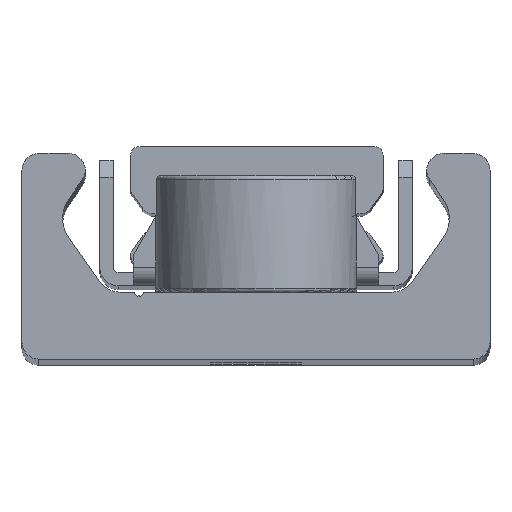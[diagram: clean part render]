
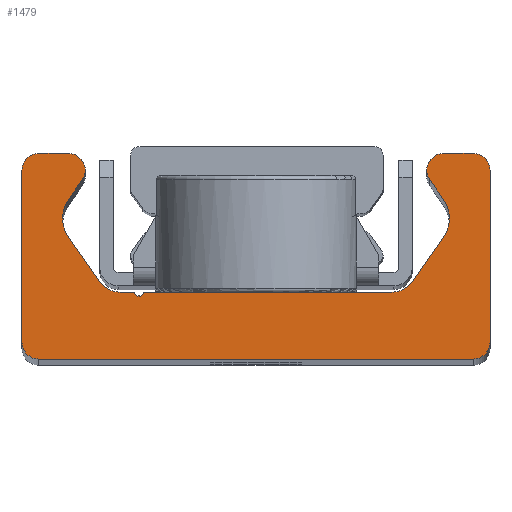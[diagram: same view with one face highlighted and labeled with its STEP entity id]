
A CAD part, top view. The second image highlights one B-rep face of the part: STEP entity #1479.
In plain terms, the highlighted planar face has unit normal (0, 0, 1).
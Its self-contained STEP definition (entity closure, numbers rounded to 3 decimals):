
#621=CARTESIAN_POINT('',(-13.0,0.0,210.0));
#622=VERTEX_POINT('',#621);
#623=CARTESIAN_POINT('',(-14.,1.0,210.0));
#624=VERTEX_POINT('',#623);
#625=CARTESIAN_POINT('',(-13.0,1.0,210.0));
#626=DIRECTION('',(0.0,0.0,-1.0));
#627=DIRECTION('',(-1.0,0.0,0.0));
#628=AXIS2_PLACEMENT_3D('',#625,#626,#627);
#629=CIRCLE('',#628,1.0);
#630=EDGE_CURVE('',#622,#624,#629,.T.);
#663=CARTESIAN_POINT('',(-14.,11.3,210.0));
#664=VERTEX_POINT('',#663);
#665=CARTESIAN_POINT('',(-14.,1.0,210.0));
#666=DIRECTION('',(0.0,1.0,0.0));
#667=VECTOR('',#666,10.3);
#668=LINE('',#665,#667);
#669=EDGE_CURVE('',#624,#664,#668,.T.);
#694=CARTESIAN_POINT('',(-13.0,12.3,210.0));
#695=VERTEX_POINT('',#694);
#696=CARTESIAN_POINT('',(-13.0,11.3,210.0));
#697=DIRECTION('',(0.0,0.0,-1.0));
#698=DIRECTION('',(0.0,1.0,0.0));
#699=AXIS2_PLACEMENT_3D('',#696,#697,#698);
#700=CIRCLE('',#699,1.0);
#701=EDGE_CURVE('',#664,#695,#700,.T.);
#727=CARTESIAN_POINT('',(-11.214,12.3,210.0));
#728=VERTEX_POINT('',#727);
#729=CARTESIAN_POINT('',(-13.0,12.3,210.0));
#730=DIRECTION('',(1.0,0.0,0.0));
#731=VECTOR('',#730,1.786);
#732=LINE('',#729,#731);
#733=EDGE_CURVE('',#695,#728,#732,.T.);
#758=CARTESIAN_POINT('',(-10.395,10.726,210.0));
#759=VERTEX_POINT('',#758);
#760=CARTESIAN_POINT('',(-11.214,11.3,210.0));
#761=DIRECTION('',(0.0,0.0,-1.0));
#762=DIRECTION('',(0.819,-0.574,0.0));
#763=AXIS2_PLACEMENT_3D('',#760,#761,#762);
#764=CIRCLE('',#763,1.0);
#765=EDGE_CURVE('',#728,#759,#764,.T.);
#791=CARTESIAN_POINT('',(-11.206,9.567,210.0));
#792=VERTEX_POINT('',#791);
#793=CARTESIAN_POINT('',(-10.395,10.726,210.0));
#794=DIRECTION('',(-0.574,-0.819,0.0));
#795=VECTOR('',#794,1.415);
#796=LINE('',#793,#795);
#797=EDGE_CURVE('',#759,#792,#796,.T.);
#822=CARTESIAN_POINT('',(-11.206,7.273,210.0));
#823=VERTEX_POINT('',#822);
#824=CARTESIAN_POINT('',(-9.568,8.42,210.0));
#825=DIRECTION('',(0.0,0.0,1.0));
#826=DIRECTION('',(0.819,-0.574,0.0));
#827=AXIS2_PLACEMENT_3D('',#824,#825,#826);
#828=CIRCLE('',#827,2.0);
#829=EDGE_CURVE('',#792,#823,#828,.T.);
#855=CARTESIAN_POINT('',(-9.363,4.64,210.0));
#856=VERTEX_POINT('',#855);
#857=CARTESIAN_POINT('',(-11.206,7.273,210.0));
#858=DIRECTION('',(0.574,-0.819,0.0));
#859=VECTOR('',#858,3.215);
#860=LINE('',#857,#859);
#861=EDGE_CURVE('',#823,#856,#860,.T.);
#886=CARTESIAN_POINT('',(-8.134,4.0,210.0));
#887=VERTEX_POINT('',#886);
#888=CARTESIAN_POINT('',(-8.134,5.5,210.0));
#889=DIRECTION('',(0.0,0.0,1.0));
#890=DIRECTION('',(0.819,0.574,0.0));
#891=AXIS2_PLACEMENT_3D('',#888,#889,#890);
#892=CIRCLE('',#891,1.5);
#893=EDGE_CURVE('',#856,#887,#892,.T.);
#919=CARTESIAN_POINT('',(-7.335,4.,210.0));
#920=VERTEX_POINT('',#919);
#921=CARTESIAN_POINT('',(-8.134,4.0,210.0));
#922=DIRECTION('',(1.0,0.0,0.0));
#923=VECTOR('',#922,0.798);
#924=LINE('',#921,#923);
#925=EDGE_CURVE('',#887,#920,#924,.T.);
#950=CARTESIAN_POINT('',(-7.24,3.929,210.0));
#951=VERTEX_POINT('',#950);
#952=CARTESIAN_POINT('',(-7.335,3.9,210.0));
#953=DIRECTION('',(0.0,0.0,-1.));
#954=DIRECTION('',(0.958,0.286,0.0));
#955=AXIS2_PLACEMENT_3D('',#952,#953,#954);
#956=CIRCLE('',#955,0.1);
#957=EDGE_CURVE('',#920,#951,#956,.T.);
#983=CARTESIAN_POINT('',(-6.76,3.929,210.0));
#984=VERTEX_POINT('',#983);
#985=CARTESIAN_POINT('',(-7.,4.0,210.0));
#986=DIRECTION('',(0.0,0.0,1.));
#987=DIRECTION('',(0.958,0.286,0.0));
#988=AXIS2_PLACEMENT_3D('',#985,#986,#987);
#989=CIRCLE('',#988,0.25);
#990=EDGE_CURVE('',#951,#984,#989,.T.);
#1016=CARTESIAN_POINT('',(-6.665,4.,210.0));
#1017=VERTEX_POINT('',#1016);
#1018=CARTESIAN_POINT('',(-6.665,3.9,210.0));
#1019=DIRECTION('',(0.0,0.0,-1.0));
#1020=DIRECTION('',(0.0,1.0,0.0));
#1021=AXIS2_PLACEMENT_3D('',#1018,#1019,#1020);
#1022=CIRCLE('',#1021,0.1);
#1023=EDGE_CURVE('',#984,#1017,#1022,.T.);
#1049=CARTESIAN_POINT('',(8.134,4.,210.0));
#1050=VERTEX_POINT('',#1049);
#1051=CARTESIAN_POINT('',(-6.665,4.,210.0));
#1052=DIRECTION('',(1.0,0.0,0.0));
#1053=VECTOR('',#1052,14.798);
#1054=LINE('',#1051,#1053);
#1055=EDGE_CURVE('',#1017,#1050,#1054,.T.);
#1095=CARTESIAN_POINT('',(9.363,4.64,210.0));
#1096=VERTEX_POINT('',#1095);
#1097=CARTESIAN_POINT('',(8.134,5.5,210.0));
#1098=DIRECTION('',(0.0,0.0,1.0));
#1099=DIRECTION('',(0.0,1.0,0.0));
#1100=AXIS2_PLACEMENT_3D('',#1097,#1098,#1099);
#1101=CIRCLE('',#1100,1.5);
#1102=EDGE_CURVE('',#1050,#1096,#1101,.T.);
#1128=CARTESIAN_POINT('',(11.206,7.273,210.0));
#1129=VERTEX_POINT('',#1128);
#1130=CARTESIAN_POINT('',(9.363,4.64,210.0));
#1131=DIRECTION('',(0.574,0.819,0.0));
#1132=VECTOR('',#1131,3.215);
#1133=LINE('',#1130,#1132);
#1134=EDGE_CURVE('',#1096,#1129,#1133,.T.);
#1159=CARTESIAN_POINT('',(11.206,9.567,210.0));
#1160=VERTEX_POINT('',#1159);
#1161=CARTESIAN_POINT('',(9.568,8.42,210.0));
#1162=DIRECTION('',(0.0,0.0,1.));
#1163=DIRECTION('',(-0.819,0.574,0.0));
#1164=AXIS2_PLACEMENT_3D('',#1161,#1162,#1163);
#1165=CIRCLE('',#1164,2.0);
#1166=EDGE_CURVE('',#1129,#1160,#1165,.T.);
#1192=CARTESIAN_POINT('',(10.395,10.726,210.0));
#1193=VERTEX_POINT('',#1192);
#1194=CARTESIAN_POINT('',(11.206,9.567,210.0));
#1195=DIRECTION('',(-0.574,0.819,0.0));
#1196=VECTOR('',#1195,1.415);
#1197=LINE('',#1194,#1196);
#1198=EDGE_CURVE('',#1160,#1193,#1197,.T.);
#1223=CARTESIAN_POINT('',(11.214,12.3,210.0));
#1224=VERTEX_POINT('',#1223);
#1225=CARTESIAN_POINT('',(11.214,11.3,210.0));
#1226=DIRECTION('',(0.0,0.0,-1.0));
#1227=DIRECTION('',(0.0,1.0,0.0));
#1228=AXIS2_PLACEMENT_3D('',#1225,#1226,#1227);
#1229=CIRCLE('',#1228,1.0);
#1230=EDGE_CURVE('',#1193,#1224,#1229,.T.);
#1256=CARTESIAN_POINT('',(13.0,12.3,210.0));
#1257=VERTEX_POINT('',#1256);
#1258=CARTESIAN_POINT('',(11.214,12.3,210.0));
#1259=DIRECTION('',(1.0,0.0,0.0));
#1260=VECTOR('',#1259,1.786);
#1261=LINE('',#1258,#1260);
#1262=EDGE_CURVE('',#1224,#1257,#1261,.T.);
#1287=CARTESIAN_POINT('',(14.,11.3,210.0));
#1288=VERTEX_POINT('',#1287);
#1289=CARTESIAN_POINT('',(13.0,11.3,210.0));
#1290=DIRECTION('',(0.0,0.0,-1.0));
#1291=DIRECTION('',(1.0,0.0,0.0));
#1292=AXIS2_PLACEMENT_3D('',#1289,#1290,#1291);
#1293=CIRCLE('',#1292,1.0);
#1294=EDGE_CURVE('',#1257,#1288,#1293,.T.);
#1320=CARTESIAN_POINT('',(14.,1.0,210.0));
#1321=VERTEX_POINT('',#1320);
#1322=CARTESIAN_POINT('',(14.,11.3,210.0));
#1323=DIRECTION('',(0.0,-1.0,0.0));
#1324=VECTOR('',#1323,10.3);
#1325=LINE('',#1322,#1324);
#1326=EDGE_CURVE('',#1288,#1321,#1325,.T.);
#1351=CARTESIAN_POINT('',(13.0,0.0,210.0));
#1352=VERTEX_POINT('',#1351);
#1353=CARTESIAN_POINT('',(13.0,1.0,210.0));
#1354=DIRECTION('',(0.0,0.0,-1.0));
#1355=DIRECTION('',(0.0,-1.0,0.0));
#1356=AXIS2_PLACEMENT_3D('',#1353,#1354,#1355);
#1357=CIRCLE('',#1356,1.0);
#1358=EDGE_CURVE('',#1321,#1352,#1357,.T.);
#1384=CARTESIAN_POINT('',(13.0,0.0,210.0));
#1385=DIRECTION('',(-1.0,0.0,0.0));
#1386=VECTOR('',#1385,26.0);
#1387=LINE('',#1384,#1386);
#1388=EDGE_CURVE('',#1352,#622,#1387,.T.);
#1448=CARTESIAN_POINT('',(-0.017,4.731,210.0));
#1449=DIRECTION('',(0.0,0.0,1.0));
#1450=DIRECTION('',(1.0,0.0,0.0));
#1451=AXIS2_PLACEMENT_3D('',#1448,#1449,#1450);
#1452=PLANE('',#1451);
#1453=ORIENTED_EDGE('',*,*,#630,.F.);
#1454=ORIENTED_EDGE('',*,*,#1388,.F.);
#1455=ORIENTED_EDGE('',*,*,#1358,.F.);
#1456=ORIENTED_EDGE('',*,*,#1326,.F.);
#1457=ORIENTED_EDGE('',*,*,#1294,.F.);
#1458=ORIENTED_EDGE('',*,*,#1262,.F.);
#1459=ORIENTED_EDGE('',*,*,#1230,.F.);
#1460=ORIENTED_EDGE('',*,*,#1198,.F.);
#1461=ORIENTED_EDGE('',*,*,#1166,.F.);
#1462=ORIENTED_EDGE('',*,*,#1134,.F.);
#1463=ORIENTED_EDGE('',*,*,#1102,.F.);
#1464=ORIENTED_EDGE('',*,*,#1055,.F.);
#1465=ORIENTED_EDGE('',*,*,#1023,.F.);
#1466=ORIENTED_EDGE('',*,*,#990,.F.);
#1467=ORIENTED_EDGE('',*,*,#957,.F.);
#1468=ORIENTED_EDGE('',*,*,#925,.F.);
#1469=ORIENTED_EDGE('',*,*,#893,.F.);
#1470=ORIENTED_EDGE('',*,*,#861,.F.);
#1471=ORIENTED_EDGE('',*,*,#829,.F.);
#1472=ORIENTED_EDGE('',*,*,#797,.F.);
#1473=ORIENTED_EDGE('',*,*,#765,.F.);
#1474=ORIENTED_EDGE('',*,*,#733,.F.);
#1475=ORIENTED_EDGE('',*,*,#701,.F.);
#1476=ORIENTED_EDGE('',*,*,#669,.F.);
#1477=EDGE_LOOP('',(#1453,#1454,#1455,#1456,#1457,#1458,#1459,#1460,#1461,#1462,#1463,#1464,#1465,#1466,#1467,#1468,#1469,#1470,#1471,#1472,#1473,#1474,#1475,#1476));
#1478=FACE_OUTER_BOUND('',#1477,.T.);
#1479=ADVANCED_FACE('',(#1478),#1452,.T.);
